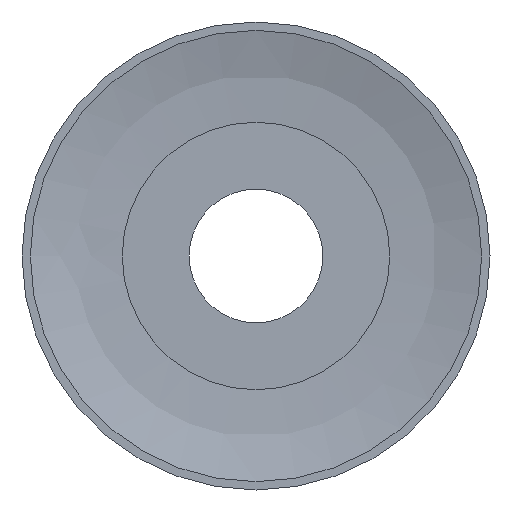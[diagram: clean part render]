
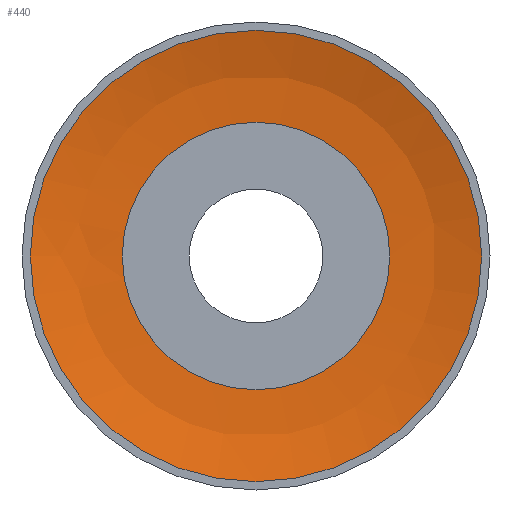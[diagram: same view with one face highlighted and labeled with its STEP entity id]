
A CAD part, front view. The second image highlights one B-rep face of the part: STEP entity #440.
In plain terms, the highlighted free-form (B-spline) face has degree [2, 2] with [3, 9] control points.
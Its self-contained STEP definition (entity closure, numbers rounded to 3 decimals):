
#271=CARTESIAN_POINT('',(-8.0,0.0,0.));
#272=VERTEX_POINT('',#271);
#273=CARTESIAN_POINT('',(0.0,0.0,0.0));
#274=DIRECTION('',(0.0,-1.0,0.0));
#275=DIRECTION('',(1.0,0.0,0.0));
#276=AXIS2_PLACEMENT_3D('',#273,#274,#275);
#277=CIRCLE('',#276,8.0);
#278=EDGE_CURVE('',#272,#272,#277,.T.);
#391=CARTESIAN_POINT('',(0.,-0.814,-13.5));
#392=CARTESIAN_POINT('',(0.,0.873,-8.472));
#393=CARTESIAN_POINT('',(0.,-0.814,-3.443));
#394=CARTESIAN_POINT('',(13.5,-0.814,-13.5));
#395=CARTESIAN_POINT('',(8.472,0.873,-8.472));
#396=CARTESIAN_POINT('',(3.443,-0.814,-3.443));
#397=CARTESIAN_POINT('',(13.5,-0.814,0.));
#398=CARTESIAN_POINT('',(8.472,0.873,0.));
#399=CARTESIAN_POINT('',(3.443,-0.814,0.));
#400=CARTESIAN_POINT('',(13.5,-0.814,13.5));
#401=CARTESIAN_POINT('',(8.472,0.873,8.472));
#402=CARTESIAN_POINT('',(3.443,-0.814,3.443));
#403=CARTESIAN_POINT('',(0.,-0.814,13.5));
#404=CARTESIAN_POINT('',(0.,0.873,8.472));
#405=CARTESIAN_POINT('',(0.,-0.814,3.443));
#406=CARTESIAN_POINT('',(-13.5,-0.814,13.5));
#407=CARTESIAN_POINT('',(-8.472,0.873,8.472));
#408=CARTESIAN_POINT('',(-3.443,-0.814,3.443));
#409=CARTESIAN_POINT('',(-13.5,-0.814,0.));
#410=CARTESIAN_POINT('',(-8.472,0.873,0.));
#411=CARTESIAN_POINT('',(-3.443,-0.814,0.));
#412=CARTESIAN_POINT('',(-13.5,-0.814,-13.5));
#413=CARTESIAN_POINT('',(-8.472,0.873,-8.472));
#414=CARTESIAN_POINT('',(-3.443,-0.814,-3.443));
#415=CARTESIAN_POINT('',(0.,-0.814,-13.5));
#416=CARTESIAN_POINT('',(0.,0.873,-8.472));
#417=CARTESIAN_POINT('',(0.,-0.814,-3.443));
#425=(BOUNDED_SURFACE()B_SPLINE_SURFACE(2,2,((#391,#394,#397,#400,#403,#406,#409,#412,#415),(#392,#395,#398,#401,#404,#407,#410,#413,#416),(#393,#396,#399,#402,#405,#408,#411,#414,#417)),.UNSPECIFIED.,.F.,.T.,.U.)B_SPLINE_SURFACE_WITH_KNOTS((3,3),(3,2,2,2,3),(1.247,1.895),(0.0,1.571,3.142,4.712,6.283),.UNSPECIFIED.)GEOMETRIC_REPRESENTATION_ITEM()RATIONAL_B_SPLINE_SURFACE(((1.0,0.707,1.0,0.707,1.0,0.707,1.0,0.707,1.0),(0.948,0.67,0.948,0.67,0.948,0.67,0.948,0.67,0.948),(1.0,0.707,1.0,0.707,1.0,0.707,1.0,0.707,1.0)))REPRESENTATION_ITEM('')SURFACE());
#426=CARTESIAN_POINT('',(0.0,-0.814,13.5));
#427=VERTEX_POINT('',#426);
#428=CARTESIAN_POINT('',(0.0,-0.814,0.0));
#429=DIRECTION('',(0.0,1.0,0.0));
#430=DIRECTION('',(0.0,0.0,1.0));
#431=AXIS2_PLACEMENT_3D('',#428,#429,#430);
#432=CIRCLE('',#431,13.5);
#433=EDGE_CURVE('',#427,#427,#432,.T.);
#434=ORIENTED_EDGE('',*,*,#433,.F.);
#435=EDGE_LOOP('',(#434));
#436=FACE_OUTER_BOUND('',#435,.T.);
#437=ORIENTED_EDGE('',*,*,#278,.F.);
#438=EDGE_LOOP('',(#437));
#439=FACE_BOUND('',#438,.T.);
#440=ADVANCED_FACE('',(#436,#439),#425,.F.);
